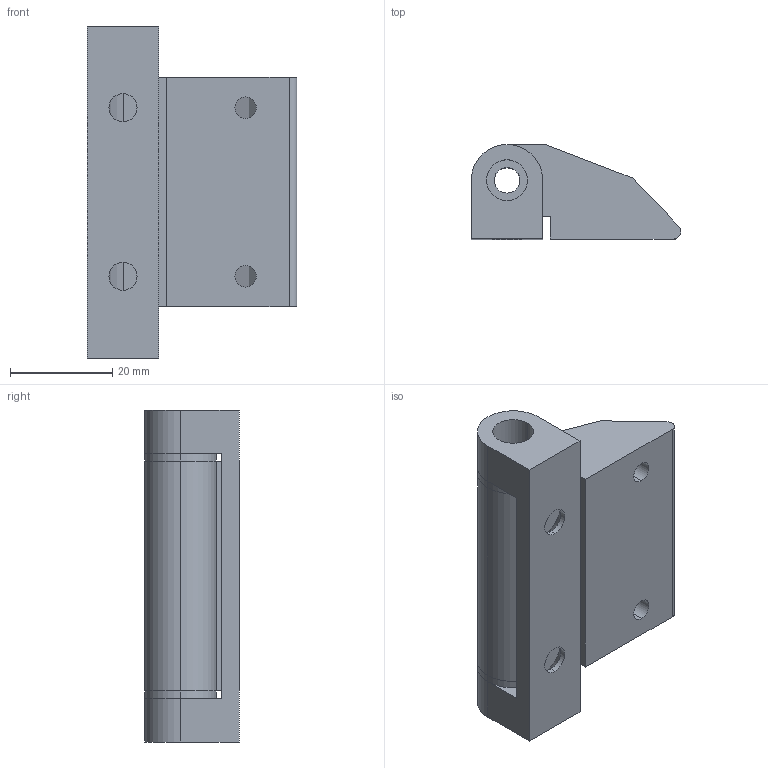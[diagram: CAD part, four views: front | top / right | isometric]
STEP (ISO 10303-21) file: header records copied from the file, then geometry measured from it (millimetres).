
FILE_DESCRIPTION (( 'STEP AP203' ), '1' );
FILE_NAME ('084.503.003.STEP', '2014-11-05T12:46:52', ( '' ), ( '' ), 'SwSTEP 2.0', 'SolidWorks 2012', '' );
FILE_SCHEMA (( 'CONFIG_CONTROL_DESIGN' ));
Length unit declared in the file: millimetre
Products named in the file (1): 084.503.003
Bounding box: 41.02 x 18.5 x 65 mm (x, y, z)
Surface area: 10049.1 mm2 (no closed solid volume)
Topology: 0 solids, 4 shells, 45 faces, 119 edges, 82 vertices
Faces by surface type: cylinder 21, plane 20, cone 4
Entity records: 1519 total; most frequent: DIRECTION 269, CARTESIAN_POINT 247, ORIENTED_EDGE 222, EDGE_CURVE 119, AXIS2_PLACEMENT_3D 104, VERTEX_POINT 82, VECTOR 61, LINE 61
